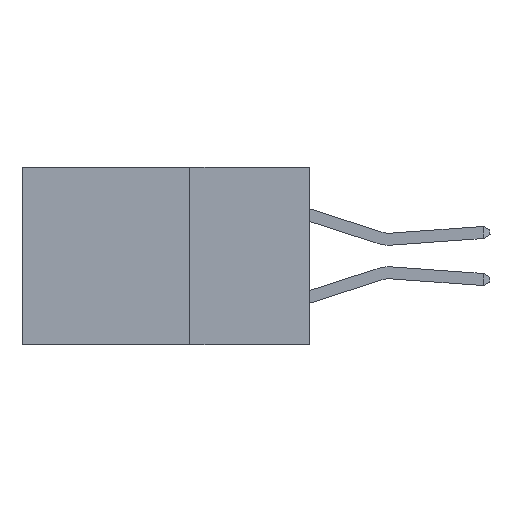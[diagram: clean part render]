
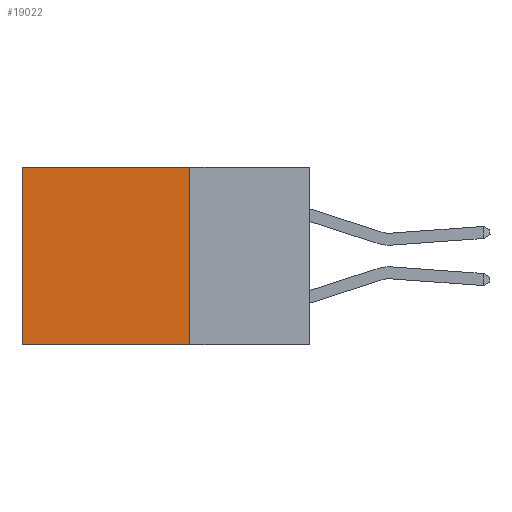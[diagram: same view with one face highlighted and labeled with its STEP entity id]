
A CAD part, left-side view. The second image highlights one B-rep face of the part: STEP entity #19022.
In plain terms, the highlighted planar face has unit normal (-1, 0, 0).
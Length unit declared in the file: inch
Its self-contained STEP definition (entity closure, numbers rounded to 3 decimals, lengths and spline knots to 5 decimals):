
#1207 = CARTESIAN_POINT ( 'NONE',  ( 0.2615, 0.25, -0.37 ) ) ;
#1348 = VERTEX_POINT ( 'NONE', #10601 ) ;
#2262 = DIRECTION ( 'NONE',  ( 0., 1., 0. ) ) ;
#3767 = EDGE_CURVE ( 'NONE', #1348, #8331, #9434, .T. ) ;
#3801 = VECTOR ( 'NONE', #6531, 39.37008 ) ;
#3976 = CARTESIAN_POINT ( 'NONE',  ( 0.2615, 0.6, 0. ) ) ;
#4011 = VECTOR ( 'NONE', #15412, 39.37008 ) ;
#4824 = CARTESIAN_POINT ( 'NONE',  ( 0.2615, 0.25, -0.37 ) ) ;
#5635 = ORIENTED_EDGE ( 'NONE', *, *, #10637, .F. ) ;
#5961 = VERTEX_POINT ( 'NONE', #16831 ) ;
#6084 = DIRECTION ( 'NONE',  ( 0., 0., -1. ) ) ;
#6531 = DIRECTION ( 'NONE',  ( 0., 1., 0. ) ) ;
#6570 = PLANE ( 'NONE',  #8521 ) ;
#6700 = EDGE_CURVE ( 'NONE', #8331, #5961, #7554, .T. ) ;
#6712 = ORIENTED_EDGE ( 'NONE', *, *, #6700, .T. ) ;
#6751 = VERTEX_POINT ( 'NONE', #20299 ) ;
#7554 = LINE ( 'NONE', #8887, #4011 ) ;
#7702 = EDGE_LOOP ( 'NONE', ( #6712, #5635, #12665, #17682 ) ) ;
#8215 = DIRECTION ( 'NONE',  ( 0., 0., -1. ) ) ;
#8331 = VERTEX_POINT ( 'NONE', #3976 ) ;
#8521 = AXIS2_PLACEMENT_3D ( 'NONE', #4824, #14536, #8215 ) ;
#8887 = CARTESIAN_POINT ( 'NONE',  ( 0.2615, 0.6, -0.37 ) ) ;
#9434 = LINE ( 'NONE', #15744, #3801 ) ;
#10601 = CARTESIAN_POINT ( 'NONE',  ( 0.2615, 0.25, 0. ) ) ;
#10637 = EDGE_CURVE ( 'NONE', #6751, #5961, #18017, .T. ) ;
#12665 = ORIENTED_EDGE ( 'NONE', *, *, #17055, .F. ) ;
#14536 = DIRECTION ( 'NONE',  ( 1., 0., 0. ) ) ;
#15412 = DIRECTION ( 'NONE',  ( 0., 0., -1. ) ) ;
#15744 = CARTESIAN_POINT ( 'NONE',  ( 0.2615, 0.25, 0. ) ) ;
#15787 = FACE_OUTER_BOUND ( 'NONE', #7702, .T. ) ;
#16451 = CARTESIAN_POINT ( 'NONE',  ( 0.2615, 0.25, -0.37 ) ) ;
#16831 = CARTESIAN_POINT ( 'NONE',  ( 0.2615, 0.6, -0.37 ) ) ;
#17055 = EDGE_CURVE ( 'NONE', #1348, #6751, #19956, .T. ) ;
#17682 = ORIENTED_EDGE ( 'NONE', *, *, #3767, .T. ) ;
#18017 = LINE ( 'NONE', #16451, #19643 ) ;
#19022 = ADVANCED_FACE ( 'NONE', ( #15787 ), #6570, .F. ) ;
#19643 = VECTOR ( 'NONE', #2262, 39.37008 ) ;
#19755 = VECTOR ( 'NONE', #6084, 39.37008 ) ;
#19956 = LINE ( 'NONE', #1207, #19755 ) ;
#20299 = CARTESIAN_POINT ( 'NONE',  ( 0.2615, 0.25, -0.37 ) ) ;
